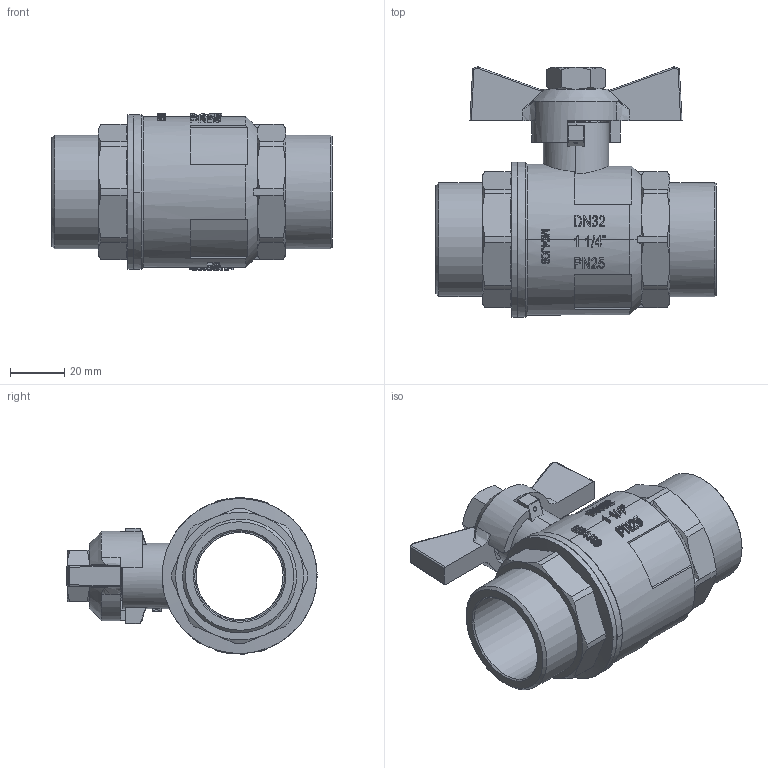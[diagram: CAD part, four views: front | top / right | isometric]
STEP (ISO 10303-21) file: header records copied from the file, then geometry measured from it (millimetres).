
FILE_DESCRIPTION(/* description */ ('Unknown'),/* implementation_level */ '2;1');
FILE_NAME(/* name */ '626-07',/* time_stamp */ '2022-03-21T08:31:45+01:00',/* author */ ('Unknown'),/* organization */ ('Unknown'),/* preprocessor_version */ 'ST-DEVELOPER v16.7',/* originating_system */ 'Solid Edge',/* authorisation */ 'Unknown');
FILE_SCHEMA (('AUTOMOTIVE_DESIGN {1 0 10303 214 3 1 1}'));
Length unit declared in the file: millimetre
Products named in the file (9): 2.145.032; 620-07; 600-07_Spindel; 600-07_Stopfbuchse; 610-07_Einschraubteil; 620-07_Körper; 600-1_1_4-1 1_2 Mutter; Flügelgriff 1_1_4 - 1 1_2
Assembly tree (8 placements, depth 4):
  2.145.032
    620-07
      600-07_Spindel
        600-07_Spindel
        600-07_Stopfbuchse
      610-07_Einschraubteil
      620-07_Körper
    600-1_1_4-1 1_2 Mutter
    Flügelgriff 1_1_4 - 1 1_2
Bounding box: 103 x 92.02 x 57.5 mm (x, y, z)
Volume: 96490.3 mm3; surface area: 51189.6 mm2
Topology: 6 solids, 6 shells, 1367 faces, 3863 edges, 2550 vertices
Faces by surface type: plane 1096, cylinder 175, cone 55, bspline 20, sphere 18, torus 3
Full cylindrical faces by diameter (mm): 1.5 x1, 10 x1, 10.2 x1, 14 x2, 14.5 x1, 15 x1, 18 x1, 20 x1, 26 x1, 32 x2, 33 x1, 41.91 x2, 42 x1, 52 x1, 52.002 x1, 57 x1
Entity records: 56569 total; most frequent: CARTESIAN_POINT 16437, ORIENTED_EDGE 7610, DIRECTION 4720, EDGE_CURVE 3805, VERTEX_POINT 2539, B_SPLINE_CURVE_WITH_KNOTS 2060, AXIS2_PLACEMENT_3D 1619, LINE 1482
